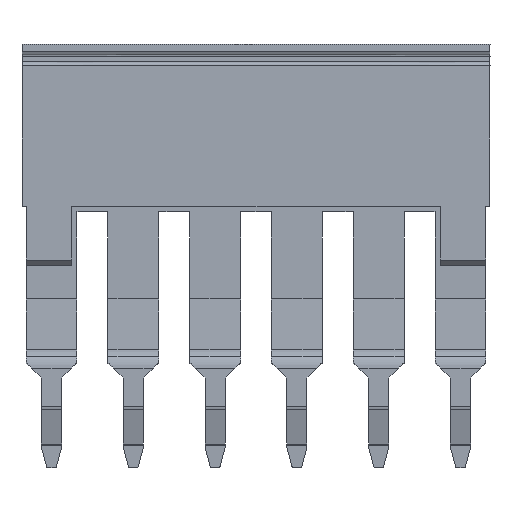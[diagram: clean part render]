
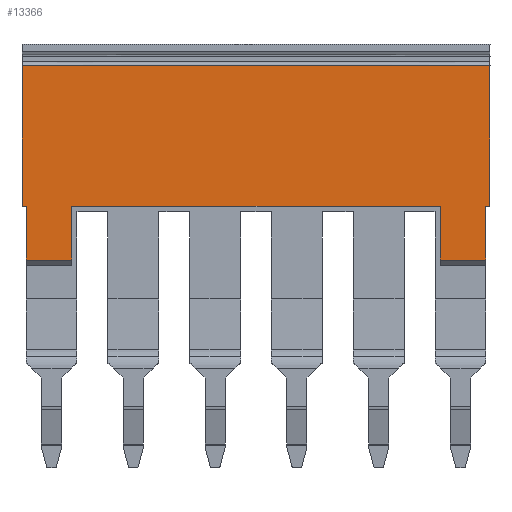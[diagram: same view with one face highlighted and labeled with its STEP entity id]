
A CAD part, front view. The second image highlights one B-rep face of the part: STEP entity #13366.
In plain terms, the highlighted planar face has unit normal (0, -1, 0).
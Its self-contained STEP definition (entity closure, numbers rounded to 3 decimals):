
#13320=AXIS2_PLACEMENT_3D('Plane Axis2P3D',#13317,#13318,#13319) ;
#12597=CARTESIAN_POINT('Vertex',(0.3,0.4,19.5)) ;
#12600=CARTESIAN_POINT('Line Origine',(0.15,0.4,19.5)) ;
#12604=CARTESIAN_POINT('Vertex',(0.,0.4,19.5)) ;
#12632=CARTESIAN_POINT('Vertex',(31.2,0.4,19.5)) ;
#12635=CARTESIAN_POINT('Line Origine',(17.45,0.4,19.5)) ;
#12639=CARTESIAN_POINT('Vertex',(3.7,0.4,19.5)) ;
#12667=CARTESIAN_POINT('Vertex',(34.9,0.4,19.5)) ;
#12670=CARTESIAN_POINT('Line Origine',(34.75,0.4,19.5)) ;
#12674=CARTESIAN_POINT('Vertex',(34.6,0.4,19.5)) ;
#12707=CARTESIAN_POINT('Vertex',(0.,0.4,30.)) ;
#12710=CARTESIAN_POINT('Line Origine',(17.45,0.4,30.)) ;
#12714=CARTESIAN_POINT('Vertex',(34.9,0.4,30.)) ;
#13139=CARTESIAN_POINT('Vertex',(31.2,0.4,15.5)) ;
#13153=CARTESIAN_POINT('Vertex',(34.6,0.4,15.5)) ;
#13156=CARTESIAN_POINT('Line Origine',(29.65,0.4,15.5)) ;
#13230=CARTESIAN_POINT('Line Origine',(29.65,0.4,15.5)) ;
#13234=CARTESIAN_POINT('Vertex',(0.3,0.4,15.5)) ;
#13236=CARTESIAN_POINT('Vertex',(3.7,0.4,15.5)) ;
#13317=CARTESIAN_POINT('Axis2P3D Location',(57.1,0.4,19.5)) ;
#13322=CARTESIAN_POINT('Line Origine',(31.2,0.4,17.5)) ;
#13327=CARTESIAN_POINT('Line Origine',(34.6,0.4,17.5)) ;
#13332=CARTESIAN_POINT('Line Origine',(34.9,0.4,24.75)) ;
#13337=CARTESIAN_POINT('Line Origine',(0.,0.4,24.75)) ;
#13342=CARTESIAN_POINT('Line Origine',(0.3,0.4,17.5)) ;
#13347=CARTESIAN_POINT('Line Origine',(3.7,0.4,17.5)) ;
#12601=DIRECTION('Vector Direction',(1.,0.,0.)) ;
#12636=DIRECTION('Vector Direction',(1.,0.,0.)) ;
#12671=DIRECTION('Vector Direction',(1.,0.,0.)) ;
#12711=DIRECTION('Vector Direction',(1.,0.,0.)) ;
#13157=DIRECTION('Vector Direction',(-1.,0.,0.)) ;
#13231=DIRECTION('Vector Direction',(-1.,0.,0.)) ;
#13318=DIRECTION('Axis2P3D Direction',(0.,-1.,0.)) ;
#13319=DIRECTION('Axis2P3D XDirection',(0.,0.,1.)) ;
#13323=DIRECTION('Vector Direction',(0.,0.,1.)) ;
#13328=DIRECTION('Vector Direction',(0.,0.,-1.)) ;
#13333=DIRECTION('Vector Direction',(0.,0.,1.)) ;
#13338=DIRECTION('Vector Direction',(0.,0.,1.)) ;
#13343=DIRECTION('Vector Direction',(0.,0.,-1.)) ;
#13348=DIRECTION('Vector Direction',(0.,0.,1.)) ;
#12602=VECTOR('Line Direction',#12601,1.) ;
#12637=VECTOR('Line Direction',#12636,1.) ;
#12672=VECTOR('Line Direction',#12671,1.) ;
#12712=VECTOR('Line Direction',#12711,1.) ;
#13158=VECTOR('Line Direction',#13157,1.) ;
#13232=VECTOR('Line Direction',#13231,1.) ;
#13324=VECTOR('Line Direction',#13323,1.) ;
#13329=VECTOR('Line Direction',#13328,1.) ;
#13334=VECTOR('Line Direction',#13333,1.) ;
#13339=VECTOR('Line Direction',#13338,1.) ;
#13344=VECTOR('Line Direction',#13343,1.) ;
#13349=VECTOR('Line Direction',#13348,1.) ;
#13353=ORIENTED_EDGE('',*,*,#12641,.T.) ;
#13354=ORIENTED_EDGE('',*,*,#13326,.F.) ;
#13355=ORIENTED_EDGE('',*,*,#13160,.F.) ;
#13356=ORIENTED_EDGE('',*,*,#13331,.F.) ;
#13357=ORIENTED_EDGE('',*,*,#12676,.T.) ;
#13358=ORIENTED_EDGE('',*,*,#13336,.T.) ;
#13359=ORIENTED_EDGE('',*,*,#12716,.F.) ;
#13360=ORIENTED_EDGE('',*,*,#13341,.T.) ;
#13361=ORIENTED_EDGE('',*,*,#12606,.T.) ;
#13362=ORIENTED_EDGE('',*,*,#13346,.T.) ;
#13363=ORIENTED_EDGE('',*,*,#13238,.T.) ;
#13364=ORIENTED_EDGE('',*,*,#13351,.T.) ;
#13366=ADVANCED_FACE('Kunststoff',(#13365),#13321,.T.) ;
#12606=EDGE_CURVE('',#12605,#12598,#12603,.T.) ;
#12641=EDGE_CURVE('',#12640,#12633,#12638,.T.) ;
#12676=EDGE_CURVE('',#12675,#12668,#12673,.T.) ;
#12716=EDGE_CURVE('',#12708,#12715,#12713,.T.) ;
#13160=EDGE_CURVE('',#13154,#13140,#13159,.T.) ;
#13238=EDGE_CURVE('',#13235,#13237,#13233,.F.) ;
#13326=EDGE_CURVE('',#13140,#12633,#13325,.T.) ;
#13331=EDGE_CURVE('',#12675,#13154,#13330,.T.) ;
#13336=EDGE_CURVE('',#12668,#12715,#13335,.T.) ;
#13341=EDGE_CURVE('',#12708,#12605,#13340,.F.) ;
#13346=EDGE_CURVE('',#12598,#13235,#13345,.T.) ;
#13351=EDGE_CURVE('',#13237,#12640,#13350,.T.) ;
#13352=EDGE_LOOP('',(#13353,#13354,#13355,#13356,#13357,#13358,#13359,#13360,#13361,#13362,#13363,#13364)) ;
#13365=FACE_OUTER_BOUND('',#13352,.T.) ;
#12603=LINE('Line',#12600,#12602) ;
#12638=LINE('Line',#12635,#12637) ;
#12673=LINE('Line',#12670,#12672) ;
#12713=LINE('Line',#12710,#12712) ;
#13159=LINE('Line',#13156,#13158) ;
#13233=LINE('Line',#13230,#13232) ;
#13325=LINE('Line',#13322,#13324) ;
#13330=LINE('Line',#13327,#13329) ;
#13335=LINE('Line',#13332,#13334) ;
#13340=LINE('Line',#13337,#13339) ;
#13345=LINE('Line',#13342,#13344) ;
#13350=LINE('Line',#13347,#13349) ;
#13321=PLANE('',#13320) ;
#12598=VERTEX_POINT('',#12597) ;
#12605=VERTEX_POINT('',#12604) ;
#12633=VERTEX_POINT('',#12632) ;
#12640=VERTEX_POINT('',#12639) ;
#12668=VERTEX_POINT('',#12667) ;
#12675=VERTEX_POINT('',#12674) ;
#12708=VERTEX_POINT('',#12707) ;
#12715=VERTEX_POINT('',#12714) ;
#13140=VERTEX_POINT('',#13139) ;
#13154=VERTEX_POINT('',#13153) ;
#13235=VERTEX_POINT('',#13234) ;
#13237=VERTEX_POINT('',#13236) ;
